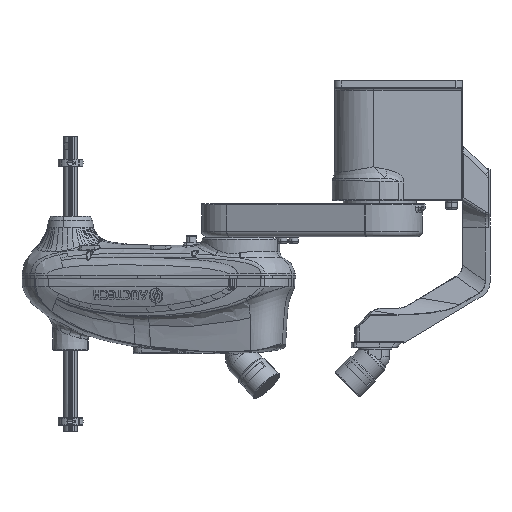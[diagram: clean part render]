
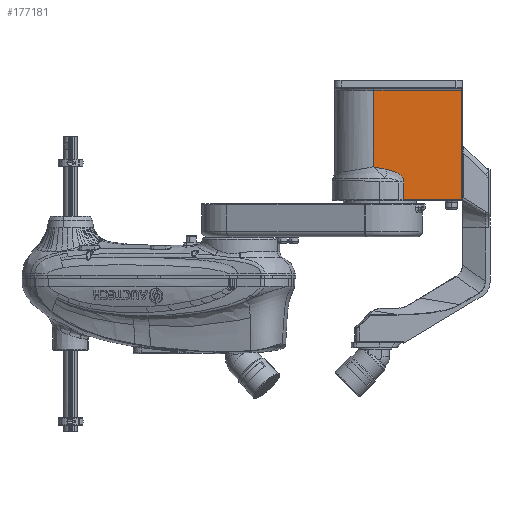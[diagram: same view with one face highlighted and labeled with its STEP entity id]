
A CAD part, front view. The second image highlights one B-rep face of the part: STEP entity #177181.
In plain terms, the highlighted face is planar.
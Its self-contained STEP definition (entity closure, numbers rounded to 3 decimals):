
#1228 = CARTESIAN_POINT ( 'NONE',  ( 118.396, 61.636, 1423.001 ) ) ;
#6801 = LINE ( 'NONE', #141951, #121282 ) ;
#7025 = VERTEX_POINT ( 'NONE', #113348 ) ;
#11344 = CARTESIAN_POINT ( 'NONE',  ( 107.613, 58.061, 1423.001 ) ) ;
#11961 = CARTESIAN_POINT ( 'NONE',  ( 106.217, 57.776, 1423.001 ) ) ;
#13791 = CARTESIAN_POINT ( 'NONE',  ( 122.094, 63.732, 1423.001 ) ) ;
#15038 = CARTESIAN_POINT ( 'NONE',  ( 119.661, 62.27, 1423.001 ) ) ;
#15655 = CARTESIAN_POINT ( 'NONE',  ( 130.047, 73.893, 1423.001 ) ) ;
#16434 = CARTESIAN_POINT ( 'NONE',  ( 98.119, 56.278, 1423.001 ) ) ;
#18691 = VERTEX_POINT ( 'NONE', #65551 ) ;
#24910 = EDGE_CURVE ( 'NONE', #62383, #145859, #110389, .T. ) ;
#27621 = CARTESIAN_POINT ( 'NONE',  ( 127.599, 68.754, 1423.001 ) ) ;
#29488 = CARTESIAN_POINT ( 'NONE',  ( 111.752, 59.114, 1423.001 ) ) ;
#30332 = EDGE_CURVE ( 'NONE', #92867, #7025, #66733, .T. ) ;
#34983 = PLANE ( 'NONE',  #160515 ) ;
#42069 = CARTESIAN_POINT ( 'NONE',  ( 130.32, 103.644, 1423.001 ) ) ;
#42672 = CARTESIAN_POINT ( 'NONE',  ( 123.843, 64.98, 1423.001 ) ) ;
#42738 = EDGE_CURVE ( 'NONE', #145859, #92867, #114452, .T. ) ;
#43296 = CARTESIAN_POINT ( 'NONE',  ( 129.764, 72.859, 1423.001 ) ) ;
#44716 = CARTESIAN_POINT ( 'NONE',  ( 84.834, 53.294, 1423.001 ) ) ;
#51273 = ORIENTED_EDGE ( 'NONE', *, *, #77206, .T. ) ;
#55256 = CARTESIAN_POINT ( 'NONE',  ( 110.38, 58.73, 1423.001 ) ) ;
#58740 = DIRECTION ( 'NONE',  ( 0., 1., 0. ) ) ;
#58998 = CARTESIAN_POINT ( 'NONE',  ( 128.408, 69.942, 1423.001 ) ) ;
#59868 = CARTESIAN_POINT ( 'NONE',  ( 218.834, 104.644, 1423.001 ) ) ;
#60053 = CARTESIAN_POINT ( 'NONE',  ( 130.32, 76.374, 1423.001 ) ) ;
#60059 = VECTOR ( 'NONE', #58740, 1000. ) ;
#62383 = VERTEX_POINT ( 'NONE', #126198 ) ;
#62843 = VERTEX_POINT ( 'NONE', #134267 ) ;
#63900 = LINE ( 'NONE', #59868, #95288 ) ;
#65551 = CARTESIAN_POINT ( 'NONE',  ( 84.834, -63.356, 1423.001 ) ) ;
#66733 = LINE ( 'NONE', #144674, #60059 ) ;
#69693 = CARTESIAN_POINT ( 'NONE',  ( 104.811, 57.534, 1423.001 ) ) ;
#71529 = CARTESIAN_POINT ( 'NONE',  ( 129.963, 73.547, 1423.001 ) ) ;
#73395 = CARTESIAN_POINT ( 'NONE',  ( 125.489, 66.344, 1423.001 ) ) ;
#74250 = DIRECTION ( 'NONE',  ( 0., -1., 0. ) ) ;
#77206 = EDGE_CURVE ( 'NONE', #62843, #109346, #63900, .T. ) ;
#85948 = CARTESIAN_POINT ( 'NONE',  ( 130.32, 76.374, 1423.001 ) ) ;
#87194 = CARTESIAN_POINT ( 'NONE',  ( 130.25, 74.941, 1423.001 ) ) ;
#92867 = VERTEX_POINT ( 'NONE', #60053 ) ;
#93237 = DIRECTION ( 'NONE',  ( 1., 0., 0. ) ) ;
#94430 = VECTOR ( 'NONE', #119616, 1000. ) ;
#95288 = VECTOR ( 'NONE', #74250, 1000. ) ;
#97279 = LINE ( 'NONE', #42069, #151213 ) ;
#99099 = CARTESIAN_POINT ( 'NONE',  ( 128.947, 70.868, 1423.001 ) ) ;
#100360 = CARTESIAN_POINT ( 'NONE',  ( 219.834, -63.356, 1423.001 ) ) ;
#101050 = LINE ( 'NONE', #100360, #94430 ) ;
#102652 = CARTESIAN_POINT ( 'NONE',  ( 104.811, 57.534, 1423.001 ) ) ;
#109346 = VERTEX_POINT ( 'NONE', #185290 ) ;
#110389 = B_SPLINE_CURVE_WITH_KNOTS ( 'NONE', 3,
 ( #44716, #158265, #185855, #16434, #173335, #157038 ),
 .UNSPECIFIED., .F., .F.,
 ( 4, 2, 4 ),
 ( 0., 0.01, 0.02 ),
 .UNSPECIFIED. ) ;
#111052 = DIRECTION ( 'NONE',  ( 1., 0., 0. ) ) ;
#113348 = CARTESIAN_POINT ( 'NONE',  ( 130.32, 103.644, 1423.001 ) ) ;
#114109 = CARTESIAN_POINT ( 'NONE',  ( 114.465, 60.001, 1423.001 ) ) ;
#114452 = B_SPLINE_CURVE_WITH_KNOTS ( 'NONE', 3,
 ( #69693, #11961, #11344, #55256, #29488, #114109, #171315, #1228, #15038, #116009, #13791, #173182, #42672, #73395, #128605, #27621, #185102, #127982, #58998, #99099, #157503, #171932, #43296, #71529, #15655, #87194, #129849, #85948 ),
 .UNSPECIFIED., .F., .F.,
 ( 4, 2, 2, 2, 2, 2, 2, 2, 2, 2, 2, 2, 2, 4 ),
 ( 0., 0.004, 0.009, 0.013, 0.017, 0.019, 0.021, 0.026, 0.027, 0.028, 0.03, 0.031, 0.032, 0.034 ),
 .UNSPECIFIED. ) ;
#116009 = CARTESIAN_POINT ( 'NONE',  ( 121.494, 63.351, 1423.001 ) ) ;
#119616 = DIRECTION ( 'NONE',  ( -1., 0., 0. ) ) ;
#121282 = VECTOR ( 'NONE', #184008, 1000. ) ;
#124166 = ORIENTED_EDGE ( 'NONE', *, *, #24910, .T. ) ;
#125857 = EDGE_LOOP ( 'NONE', ( #51273, #152202, #161155, #124166, #159655, #155042, #165802 ) ) ;
#126198 = CARTESIAN_POINT ( 'NONE',  ( 84.834, 53.294, 1423.001 ) ) ;
#127982 = CARTESIAN_POINT ( 'NONE',  ( 128.217, 69.639, 1423.001 ) ) ;
#128605 = CARTESIAN_POINT ( 'NONE',  ( 126.496, 67.344, 1423.001 ) ) ;
#129849 = CARTESIAN_POINT ( 'NONE',  ( 130.32, 75.651, 1423.001 ) ) ;
#134267 = CARTESIAN_POINT ( 'NONE',  ( 218.834, 103.644, 1423.001 ) ) ;
#137176 = DIRECTION ( 'NONE',  ( 0., 0., 1. ) ) ;
#141951 = CARTESIAN_POINT ( 'NONE',  ( 84.834, 104.644, 1423.001 ) ) ;
#144674 = CARTESIAN_POINT ( 'NONE',  ( 130.32, 104.644, 1423.001 ) ) ;
#145859 = VERTEX_POINT ( 'NONE', #102652 ) ;
#151213 = VECTOR ( 'NONE', #111052, 1000. ) ;
#151338 = EDGE_CURVE ( 'NONE', #7025, #62843, #97279, .T. ) ;
#152202 = ORIENTED_EDGE ( 'NONE', *, *, #159680, .T. ) ;
#155042 = ORIENTED_EDGE ( 'NONE', *, *, #30332, .T. ) ;
#157038 = CARTESIAN_POINT ( 'NONE',  ( 104.811, 57.534, 1423.001 ) ) ;
#157503 = CARTESIAN_POINT ( 'NONE',  ( 129.26, 71.511, 1423.001 ) ) ;
#158265 = CARTESIAN_POINT ( 'NONE',  ( 88.151, 54.058, 1423.001 ) ) ;
#159655 = ORIENTED_EDGE ( 'NONE', *, *, #42738, .T. ) ;
#159680 = EDGE_CURVE ( 'NONE', #109346, #18691, #101050, .T. ) ;
#160515 = AXIS2_PLACEMENT_3D ( 'NONE', #179866, #137176, #93237 ) ;
#160601 = EDGE_CURVE ( 'NONE', #18691, #62383, #6801, .T. ) ;
#161155 = ORIENTED_EDGE ( 'NONE', *, *, #160601, .T. ) ;
#165802 = ORIENTED_EDGE ( 'NONE', *, *, #151338, .T. ) ;
#171315 = CARTESIAN_POINT ( 'NONE',  ( 115.799, 60.502, 1423.001 ) ) ;
#171932 = CARTESIAN_POINT ( 'NONE',  ( 129.649, 72.517, 1423.001 ) ) ;
#173182 = CARTESIAN_POINT ( 'NONE',  ( 123.269, 64.547, 1423.001 ) ) ;
#173335 = CARTESIAN_POINT ( 'NONE',  ( 101.454, 56.958, 1423.001 ) ) ;
#177181 = ADVANCED_FACE ( 'NONE', ( #177248 ), #34983, .F. ) ;
#177248 = FACE_OUTER_BOUND ( 'NONE', #125857, .T. ) ;
#179866 = CARTESIAN_POINT ( 'NONE',  ( 24.834, 104.644, 1423.001 ) ) ;
#184008 = DIRECTION ( 'NONE',  ( 0., 1., 0. ) ) ;
#185102 = CARTESIAN_POINT ( 'NONE',  ( 127.812, 69.046, 1423.001 ) ) ;
#185290 = CARTESIAN_POINT ( 'NONE',  ( 218.834, -63.356, 1423.001 ) ) ;
#185855 = CARTESIAN_POINT ( 'NONE',  ( 91.467, 54.828, 1423.001 ) ) ;
